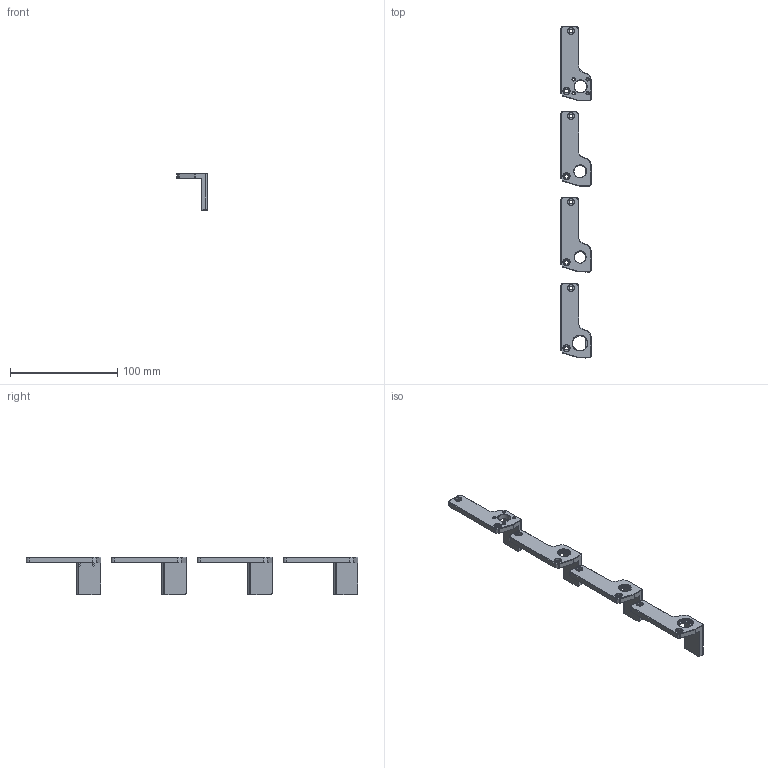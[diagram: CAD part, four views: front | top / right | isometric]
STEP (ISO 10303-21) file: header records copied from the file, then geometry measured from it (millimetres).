
FILE_DESCRIPTION(/* description */ (''),/* implementation_level */ '2;1');
FILE_NAME(/* name */ 'A_Drive_Umbilical.step',/* time_stamp */ '2023-02-15T08:11:04-08:00',/* author */ (''),/* organization */ (''),/* preprocessor_version */ 'ST-DEVELOPER v19.2',/* originating_system */ 'Autodesk Translation Framework v11.17.0.187',/* authorisation */ '');
FILE_SCHEMA (('AUTOMOTIVE_DESIGN { 1 0 10303 214 3 1 1 }'));
Length unit declared in the file: millimetre
Products named in the file (5): (Unsaved); A Drive PG7; A Drive CNL 4S M12; A Drive M12; A Drive PG9
Assembly tree (4 placements, depth 2):
  (Unsaved)
    A Drive PG7
    A Drive CNL 4S M12
    A Drive M12
    A Drive PG9
Bounding box: 28.22 x 308.91 x 35 mm (x, y, z)
Volume: 36469.3 mm3; surface area: 22098 mm2
Topology: 4 solids, 4 shells, 654 faces, 1772 edges, 1139 vertices
Faces by surface type: plane 341, bspline 161, cylinder 101, cone 47, torus 4
Full cylindrical faces by diameter (mm): 2.3 x4, 3.4 x8, 6 x8, 10.78 x3, 11.4 x1, 11.43 x3, 12.18 x3, 12.65 x3, 14.01 x2, 15.35 x3
Entity records: 29815 total; most frequent: CARTESIAN_POINT 14274, ORIENTED_EDGE 3536, DIRECTION 2622, EDGE_CURVE 1768, VERTEX_POINT 1139, LINE 1094, VECTOR 1094, AXIS2_PLACEMENT_3D 764
